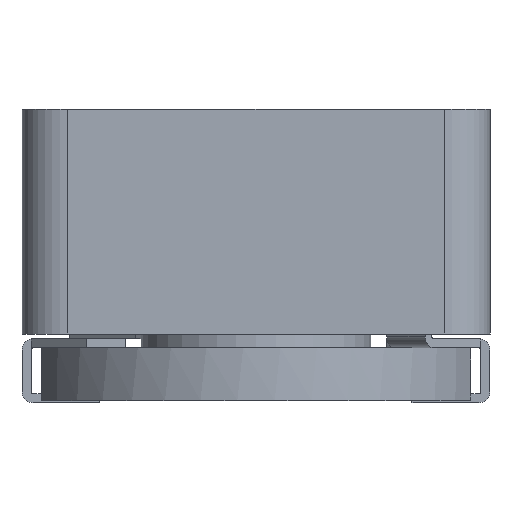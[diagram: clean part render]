
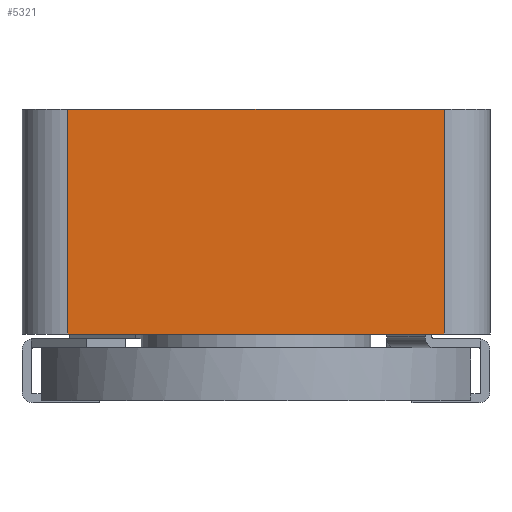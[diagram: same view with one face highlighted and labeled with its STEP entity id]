
A CAD part, front view. The second image highlights one B-rep face of the part: STEP entity #5321.
In plain terms, the highlighted face is planar.
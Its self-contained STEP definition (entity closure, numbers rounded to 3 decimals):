
#1257=ORIENTED_EDGE('',*,*,#1895,.F.);
#1258=ORIENTED_EDGE('',*,*,#1894,.T.);
#1259=ORIENTED_EDGE('',*,*,#1896,.T.);
#1260=ORIENTED_EDGE('',*,*,#1897,.F.);
#1894=EDGE_CURVE('',#2274,#2276,#2723,.T.);
#1895=EDGE_CURVE('',#2274,#2277,#2724,.T.);
#1896=EDGE_CURVE('',#2276,#2278,#2725,.T.);
#1897=EDGE_CURVE('',#2277,#2278,#2726,.T.);
#2274=VERTEX_POINT('',#8456);
#2276=VERTEX_POINT('',#8460);
#2277=VERTEX_POINT('',#8464);
#2278=VERTEX_POINT('',#8466);
#2723=LINE('',#8461,#3173);
#2724=LINE('',#8463,#3174);
#2725=LINE('',#8465,#3175);
#2726=LINE('',#8467,#3176);
#3173=VECTOR('',#6558,1000.);
#3174=VECTOR('',#6561,1000.);
#3175=VECTOR('',#6562,1000.);
#3176=VECTOR('',#6563,1000.);
#3410=EDGE_LOOP('',(#1257,#1258,#1259,#1260));
#3642=FACE_BOUND('',#3410,.T.);
#3804=PLANE('',#5596);
#5321=ADVANCED_FACE('',(#3642),#3804,.F.);
#5596=AXIS2_PLACEMENT_3D('',#8462,#6559,#6560);
#6558=DIRECTION('',(0.,0.,-1.));
#6559=DIRECTION('',(-1.,0.,0.));
#6560=DIRECTION('',(0.,0.,1.));
#6561=DIRECTION('',(0.,1.,0.));
#6562=DIRECTION('',(0.,1.,0.));
#6563=DIRECTION('',(0.,0.,-1.));
#8456=CARTESIAN_POINT('',(5.1,-4.1,6.35));
#8460=CARTESIAN_POINT('',(5.1,-4.1,1.45));
#8461=CARTESIAN_POINT('',(5.1,-4.1,6.35));
#8462=CARTESIAN_POINT('',(5.1,-5.1,6.35));
#8463=CARTESIAN_POINT('',(5.1,-5.1,6.35));
#8464=CARTESIAN_POINT('',(5.1,4.1,6.35));
#8465=CARTESIAN_POINT('',(5.1,-5.1,1.45));
#8466=CARTESIAN_POINT('',(5.1,4.1,1.45));
#8467=CARTESIAN_POINT('',(5.1,4.1,6.35));
